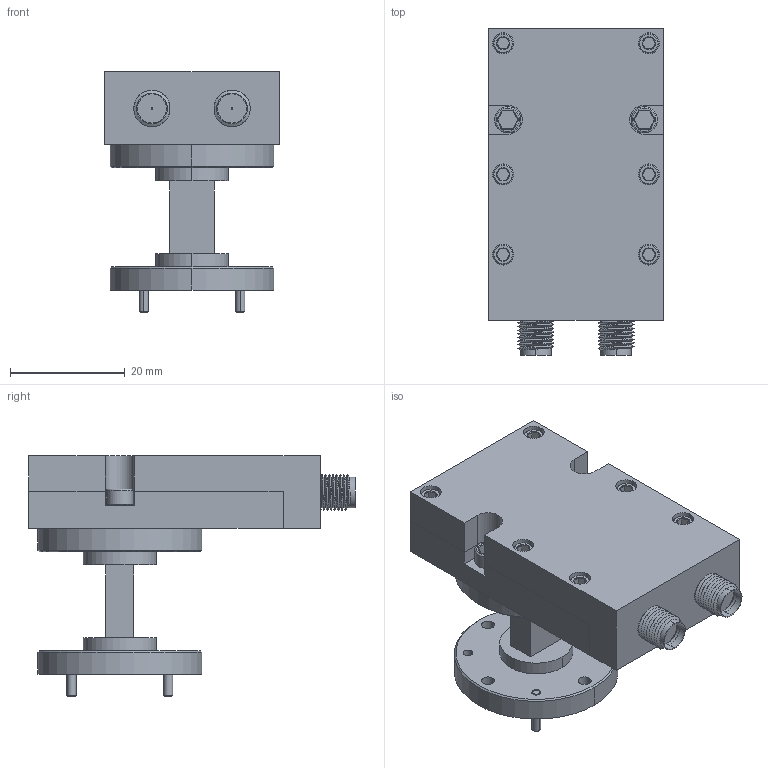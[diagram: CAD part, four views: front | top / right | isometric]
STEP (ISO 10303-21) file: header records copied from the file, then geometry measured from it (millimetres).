
FILE_DESCRIPTION (( 'STEP AP214' ), '1' );
FILE_NAME ('FH-Q2-A, Defeatured.STEP', '2025-03-19T17:25:59', ( '' ), ( '' ), 'SwSTEP 2.0', 'SolidWorks 2021', '' );
FILE_SCHEMA (( 'AUTOMOTIVE_DESIGN' ));
Length unit declared in the file: inch
Products named in the file (1): FH-Q2-A, Defeatured
Bounding box: 30.48 x 56.93 x 41.97 mm (x, y, z)
Volume: 24775.9 mm3; surface area: 13846.8 mm2
Topology: 10 solids, 16 shells, 540 faces, 1202 edges, 734 vertices
Faces by surface type: cylinder 228, plane 166, cone 138, torus 4, bspline 4
Entity records: 23985 total; most frequent: CARTESIAN_POINT 4899, DIRECTION 2660, ORIENTED_EDGE 2380, EDGE_CURVE 1190, AXIS2_PLACEMENT_3D 1059, VERTEX_POINT 734, EDGE_LOOP 640, VECTOR 542
